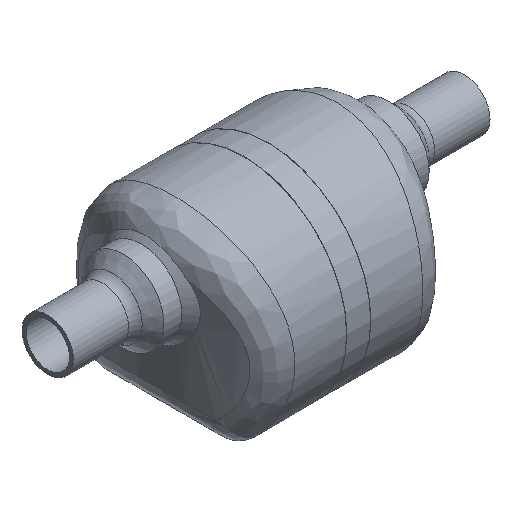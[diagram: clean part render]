
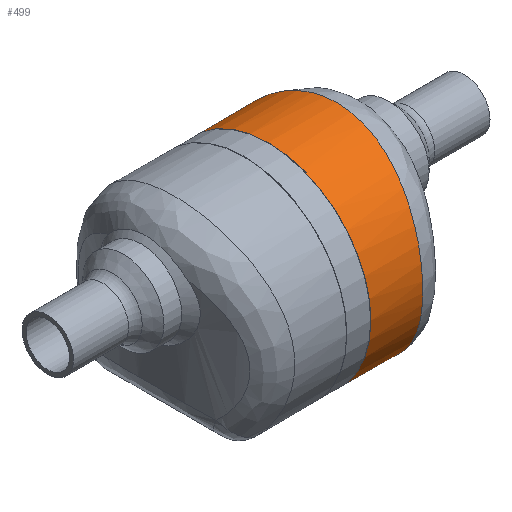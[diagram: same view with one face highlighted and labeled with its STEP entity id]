
A CAD part, isometric view. The second image highlights one B-rep face of the part: STEP entity #499.
In plain terms, the highlighted cylindrical face has radius 38 mm (diameter 76 mm), a full revolution.
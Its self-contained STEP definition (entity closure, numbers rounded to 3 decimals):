
#32=ELLIPSE('',#565,48.107,38.);
#41=B_SPLINE_CURVE_WITH_KNOTS('',3,(#1122,#1123,#1124,#1125,#1126,#1127,
#1128,#1129,#1130,#1131,#1132,#1133,#1134,#1135,#1136,#1137,#1138,#1139,
#1140,#1141,#1142,#1143,#1144,#1145,#1146,#1147,#1148,#1149,#1150,#1151,
#1152,#1153,#1154,#1155,#1156,#1157,#1158,#1159,#1160,#1161,#1162,#1163,
#1164,#1165,#1166,#1167,#1168,#1169,#1170,#1171,#1172,#1173,#1174,#1175,
#1176,#1177,#1178,#1179,#1180,#1181,#1182,#1183,#1184,#1185,#1186,#1187,
#1188,#1189,#1190,#1191,#1192,#1193,#1194),.UNSPECIFIED.,.F.,.F.,(4,3,3,
3,3,3,3,3,3,3,3,3,3,3,3,3,3,3,3,3,3,3,3,3,4),(-25.182,-24.619,
-24.431,-24.055,-23.68,-23.054,
-22.678,-22.177,-21.926,-21.739,-21.676,
-21.175,-20.925,-20.674,-20.173,
-19.985,-19.672,-19.171,-18.671,-18.295,
-17.669,-16.917,-16.166,-15.039,
-14.663),.UNSPECIFIED.);
#53=B_SPLINE_CURVE_WITH_KNOTS('',3,(#1855,#1856,#1857,#1858,#1859,#1860,
#1861),.UNSPECIFIED.,.F.,.F.,(4,1,1,1,4),(-10.511,-9.301,
-8.999,-8.772,-8.394),.UNSPECIFIED.);
#76=CYLINDRICAL_SURFACE('',#568,38.);
#102=FACE_BOUND('',#204,.T.);
#142=FACE_OUTER_BOUND('',#203,.T.);
#203=EDGE_LOOP('',(#453,#454,#455));
#204=EDGE_LOOP('',(#456));
#237=CIRCLE('',#569,38.);
#259=VERTEX_POINT('',#1119);
#260=VERTEX_POINT('',#1121);
#280=VERTEX_POINT('',#1759);
#281=VERTEX_POINT('',#1863);
#305=EDGE_CURVE('',#259,#260,#41,.T.);
#337=EDGE_CURVE('',#260,#280,#32,.T.);
#339=EDGE_CURVE('',#280,#259,#53,.T.);
#340=EDGE_CURVE('',#281,#281,#237,.T.);
#453=ORIENTED_EDGE('',*,*,#337,.F.);
#454=ORIENTED_EDGE('',*,*,#305,.F.);
#455=ORIENTED_EDGE('',*,*,#339,.F.);
#456=ORIENTED_EDGE('',*,*,#340,.F.);
#499=ADVANCED_FACE('',(#142,#102),#76,.T.);
#565=AXIS2_PLACEMENT_3D('',#1810,#697,#698);
#568=AXIS2_PLACEMENT_3D('',#1862,#703,#704);
#569=AXIS2_PLACEMENT_3D('',#1864,#705,#706);
#697=DIRECTION('center_axis',(0.79,0.,-0.613));
#698=DIRECTION('ref_axis',(-0.613,0.,-0.79));
#703=DIRECTION('center_axis',(-1.,0.,0.));
#704=DIRECTION('ref_axis',(0.,0.,1.));
#705=DIRECTION('center_axis',(-1.,0.,0.));
#706=DIRECTION('ref_axis',(0.,0.,1.));
#1119=CARTESIAN_POINT('',(19.154,38.,-0.041));
#1121=CARTESIAN_POINT('',(22.465,-26.669,-27.069));
#1122=CARTESIAN_POINT('Ctrl Pts',(19.154,38.,-0.041));
#1123=CARTESIAN_POINT('Ctrl Pts',(19.153,38.003,2.679));
#1124=CARTESIAN_POINT('Ctrl Pts',(19.257,37.712,5.384));
#1125=CARTESIAN_POINT('Ctrl Pts',(19.452,37.146,8.012));
#1126=CARTESIAN_POINT('Ctrl Pts',(19.517,36.957,8.888));
#1127=CARTESIAN_POINT('Ctrl Pts',(19.592,36.738,9.755));
#1128=CARTESIAN_POINT('Ctrl Pts',(19.676,36.488,10.615));
#1129=CARTESIAN_POINT('Ctrl Pts',(19.845,35.987,12.335));
#1130=CARTESIAN_POINT('Ctrl Pts',(20.052,35.36,14.027));
#1131=CARTESIAN_POINT('Ctrl Pts',(20.283,34.628,15.649));
#1132=CARTESIAN_POINT('Ctrl Pts',(20.515,33.896,17.271));
#1133=CARTESIAN_POINT('Ctrl Pts',(20.771,33.059,18.823));
#1134=CARTESIAN_POINT('Ctrl Pts',(21.043,32.117,20.311));
#1135=CARTESIAN_POINT('Ctrl Pts',(21.496,30.548,22.79));
#1136=CARTESIAN_POINT('Ctrl Pts',(21.994,28.689,25.089));
#1137=CARTESIAN_POINT('Ctrl Pts',(22.482,26.595,27.142));
#1138=CARTESIAN_POINT('Ctrl Pts',(22.775,25.339,28.373));
#1139=CARTESIAN_POINT('Ctrl Pts',(23.064,23.998,29.516));
#1140=CARTESIAN_POINT('Ctrl Pts',(23.34,22.583,30.562));
#1141=CARTESIAN_POINT('Ctrl Pts',(23.708,20.696,31.956));
#1142=CARTESIAN_POINT('Ctrl Pts',(24.052,18.676,33.179));
#1143=CARTESIAN_POINT('Ctrl Pts',(24.352,16.537,34.213));
#1144=CARTESIAN_POINT('Ctrl Pts',(24.502,15.468,34.729));
#1145=CARTESIAN_POINT('Ctrl Pts',(24.641,14.369,35.199));
#1146=CARTESIAN_POINT('Ctrl Pts',(24.765,13.252,35.615));
#1147=CARTESIAN_POINT('Ctrl Pts',(24.859,12.415,35.926));
#1148=CARTESIAN_POINT('Ctrl Pts',(24.944,11.567,36.208));
#1149=CARTESIAN_POINT('Ctrl Pts',(25.021,10.711,36.459));
#1150=CARTESIAN_POINT('Ctrl Pts',(25.047,10.426,36.543));
#1151=CARTESIAN_POINT('Ctrl Pts',(25.071,10.14,36.623));
#1152=CARTESIAN_POINT('Ctrl Pts',(25.095,9.853,36.701));
#1153=CARTESIAN_POINT('Ctrl Pts',(25.285,7.552,37.318));
#1154=CARTESIAN_POINT('Ctrl Pts',(25.413,5.163,37.725));
#1155=CARTESIAN_POINT('Ctrl Pts',(25.469,2.754,37.9));
#1156=CARTESIAN_POINT('Ctrl Pts',(25.496,1.549,37.988));
#1157=CARTESIAN_POINT('Ctrl Pts',(25.505,0.339,38.017));
#1158=CARTESIAN_POINT('Ctrl Pts',(25.497,-0.864,37.99));
#1159=CARTESIAN_POINT('Ctrl Pts',(25.488,-2.066,37.963));
#1160=CARTESIAN_POINT('Ctrl Pts',(25.462,-3.261,37.879));
#1161=CARTESIAN_POINT('Ctrl Pts',(25.418,-4.452,37.738));
#1162=CARTESIAN_POINT('Ctrl Pts',(25.329,-6.833,37.457));
#1163=CARTESIAN_POINT('Ctrl Pts',(25.17,-9.198,36.949));
#1164=CARTESIAN_POINT('Ctrl Pts',(24.949,-11.484,36.223));
#1165=CARTESIAN_POINT('Ctrl Pts',(24.867,-12.342,35.951));
#1166=CARTESIAN_POINT('Ctrl Pts',(24.775,-13.188,35.649));
#1167=CARTESIAN_POINT('Ctrl Pts',(24.677,-14.018,35.32));
#1168=CARTESIAN_POINT('Ctrl Pts',(24.514,-15.4,34.771));
#1169=CARTESIAN_POINT('Ctrl Pts',(24.332,-16.736,34.15));
#1170=CARTESIAN_POINT('Ctrl Pts',(24.132,-18.034,33.449));
#1171=CARTESIAN_POINT('Ctrl Pts',(23.814,-20.11,32.329));
#1172=CARTESIAN_POINT('Ctrl Pts',(23.451,-22.088,31.008));
#1173=CARTESIAN_POINT('Ctrl Pts',(23.072,-23.917,29.529));
#1174=CARTESIAN_POINT('Ctrl Pts',(22.693,-25.745,28.049));
#1175=CARTESIAN_POINT('Ctrl Pts',(22.297,-27.424,26.411));
#1176=CARTESIAN_POINT('Ctrl Pts',(21.908,-28.941,24.627));
#1177=CARTESIAN_POINT('Ctrl Pts',(21.617,-30.078,23.289));
#1178=CARTESIAN_POINT('Ctrl Pts',(21.329,-31.125,21.869));
#1179=CARTESIAN_POINT('Ctrl Pts',(21.056,-32.071,20.381));
#1180=CARTESIAN_POINT('Ctrl Pts',(20.601,-33.647,17.9));
#1181=CARTESIAN_POINT('Ctrl Pts',(20.187,-34.945,15.23));
#1182=CARTESIAN_POINT('Ctrl Pts',(19.867,-35.917,12.417));
#1183=CARTESIAN_POINT('Ctrl Pts',(19.482,-37.082,9.041));
#1184=CARTESIAN_POINT('Ctrl Pts',(19.232,-37.777,5.459));
#1185=CARTESIAN_POINT('Ctrl Pts',(19.169,-37.954,1.858));
#1186=CARTESIAN_POINT('Ctrl Pts',(19.107,-38.132,-1.742));
#1187=CARTESIAN_POINT('Ctrl Pts',(19.231,-37.791,-5.361));
#1188=CARTESIAN_POINT('Ctrl Pts',(19.515,-36.96,-8.838));
#1189=CARTESIAN_POINT('Ctrl Pts',(19.942,-35.713,-14.052));
#1190=CARTESIAN_POINT('Ctrl Pts',(20.728,-33.36,-18.945));
#1191=CARTESIAN_POINT('Ctrl Pts',(21.59,-30.152,-23.128));
#1192=CARTESIAN_POINT('Ctrl Pts',(21.877,-29.083,-24.523));
#1193=CARTESIAN_POINT('Ctrl Pts',(22.173,-27.918,-25.839));
#1194=CARTESIAN_POINT('Ctrl Pts',(22.465,-26.669,-27.069));
#1759=CARTESIAN_POINT('',(22.465,26.669,-27.069));
#1810=CARTESIAN_POINT('Origin',(43.479,0.,0.));
#1855=CARTESIAN_POINT('Ctrl Pts',(22.465,26.669,-27.069));
#1856=CARTESIAN_POINT('Ctrl Pts',(21.521,30.707,-23.092));
#1857=CARTESIAN_POINT('Ctrl Pts',(20.308,34.618,-17.014));
#1858=CARTESIAN_POINT('Ctrl Pts',(19.511,36.977,-9.027));
#1859=CARTESIAN_POINT('Ctrl Pts',(19.231,37.782,-4.786));
#1860=CARTESIAN_POINT('Ctrl Pts',(19.154,37.998,-1.865));
#1861=CARTESIAN_POINT('Ctrl Pts',(19.154,38.,-0.041));
#1862=CARTESIAN_POINT('Origin',(18.5,0.,0.));
#1863=CARTESIAN_POINT('',(0.,0.,38.));
#1864=CARTESIAN_POINT('Origin',(0.,0.,0.));
